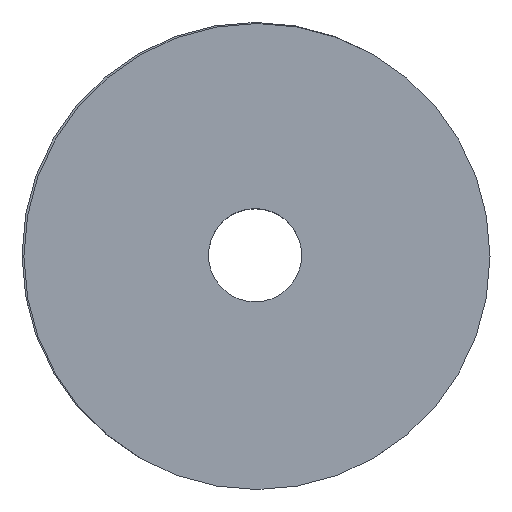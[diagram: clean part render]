
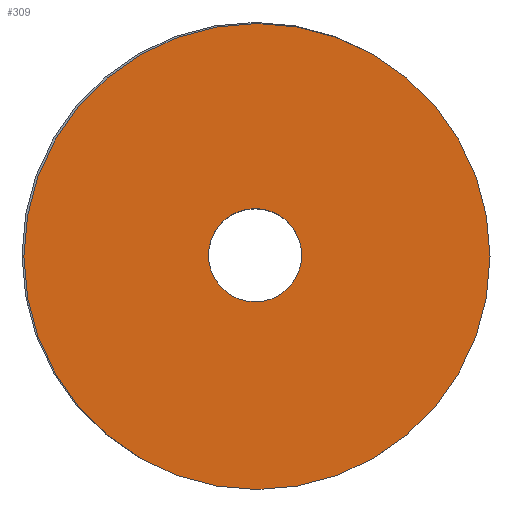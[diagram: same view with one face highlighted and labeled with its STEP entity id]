
A CAD part, top view. The second image highlights one B-rep face of the part: STEP entity #309.
In plain terms, the highlighted planar face has unit normal (0, 0, 1).
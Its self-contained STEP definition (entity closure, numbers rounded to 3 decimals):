
#141 = CYLINDRICAL_SURFACE('',#142,32.);
#142 = AXIS2_PLACEMENT_3D('',#143,#144,#145);
#143 = CARTESIAN_POINT('',(0.,0.,88.));
#144 = DIRECTION('',(0.,0.,1.));
#145 = DIRECTION('',(1.,0.,0.));
#196 = VERTEX_POINT('',#197);
#197 = CARTESIAN_POINT('',(32.,0.,88.));
#220 = EDGE_CURVE('',#196,#196,#221,.T.);
#221 = SURFACE_CURVE('',#222,(#227,#234),.PCURVE_S1.);
#222 = CIRCLE('',#223,32.);
#223 = AXIS2_PLACEMENT_3D('',#224,#225,#226);
#224 = CARTESIAN_POINT('',(0.,0.,88.));
#225 = DIRECTION('',(0.,0.,1.));
#226 = DIRECTION('',(1.,0.,0.));
#227 = PCURVE('',#141,#228);
#228 = DEFINITIONAL_REPRESENTATION('',(#229),#233);
#229 = LINE('',#230,#231);
#230 = CARTESIAN_POINT('',(0.,0.));
#231 = VECTOR('',#232,1.);
#232 = DIRECTION('',(1.,0.));
#233 = ( GEOMETRIC_REPRESENTATION_CONTEXT(2) 
PARAMETRIC_REPRESENTATION_CONTEXT() REPRESENTATION_CONTEXT('2D SPACE',''
  ) );
#234 = PCURVE('',#235,#240);
#235 = PLANE('',#236);
#236 = AXIS2_PLACEMENT_3D('',#237,#238,#239);
#237 = CARTESIAN_POINT('',(161.307,-0.871,88.));
#238 = DIRECTION('',(0.,0.,-1.));
#239 = DIRECTION('',(-1.,0.,0.));
#240 = DEFINITIONAL_REPRESENTATION('',(#241),#249);
#241 = ( BOUNDED_CURVE() B_SPLINE_CURVE(2,(#242,#243,#244,#245,#246,#247
,#248),.UNSPECIFIED.,.F.,.F.) B_SPLINE_CURVE_WITH_KNOTS((1,2,2,2,2,1),(
    -2.094,0.,2.094,4.189,6.283,
8.378),.UNSPECIFIED.) CURVE() GEOMETRIC_REPRESENTATION_ITEM() 
RATIONAL_B_SPLINE_CURVE((1.,0.5,1.,0.5,1.,0.5,1.)) REPRESENTATION_ITEM(
  '') );
#242 = CARTESIAN_POINT('',(129.307,0.871));
#243 = CARTESIAN_POINT('',(129.307,56.297));
#244 = CARTESIAN_POINT('',(177.307,28.584));
#245 = CARTESIAN_POINT('',(225.307,0.871));
#246 = CARTESIAN_POINT('',(177.307,-26.842));
#247 = CARTESIAN_POINT('',(129.307,-54.554));
#248 = CARTESIAN_POINT('',(129.307,0.871));
#249 = ( GEOMETRIC_REPRESENTATION_CONTEXT(2) 
PARAMETRIC_REPRESENTATION_CONTEXT() REPRESENTATION_CONTEXT('2D SPACE',''
  ) );
#309 = ADVANCED_FACE('',(#310,#345),#235,.F.);
#310 = FACE_BOUND('',#311,.F.);
#311 = EDGE_LOOP('',(#312));
#312 = ORIENTED_EDGE('',*,*,#313,.F.);
#313 = EDGE_CURVE('',#314,#314,#316,.T.);
#314 = VERTEX_POINT('',#315);
#315 = CARTESIAN_POINT('',(161.307,-0.871,88.));
#316 = SURFACE_CURVE('',#317,(#322,#333),.PCURVE_S1.);
#317 = CIRCLE('',#318,160.);
#318 = AXIS2_PLACEMENT_3D('',#319,#320,#321);
#319 = CARTESIAN_POINT('',(1.307,-0.871,88.));
#320 = DIRECTION('',(0.,0.,1.));
#321 = DIRECTION('',(1.,0.,0.));
#322 = PCURVE('',#235,#323);
#323 = DEFINITIONAL_REPRESENTATION('',(#324),#332);
#324 = ( BOUNDED_CURVE() B_SPLINE_CURVE(2,(#325,#326,#327,#328,#329,#330
,#331),.UNSPECIFIED.,.F.,.F.) B_SPLINE_CURVE_WITH_KNOTS((1,2,2,2,2,1),(
    -2.094,0.,2.094,4.189,6.283,
8.378),.UNSPECIFIED.) CURVE() GEOMETRIC_REPRESENTATION_ITEM() 
RATIONAL_B_SPLINE_CURVE((1.,0.5,1.,0.5,1.,0.5,1.)) REPRESENTATION_ITEM(
  '') );
#325 = CARTESIAN_POINT('',(0.,0.));
#326 = CARTESIAN_POINT('',(0.,277.128));
#327 = CARTESIAN_POINT('',(240.,138.564));
#328 = CARTESIAN_POINT('',(480.,0.));
#329 = CARTESIAN_POINT('',(240.,-138.564));
#330 = CARTESIAN_POINT('',(0.,-277.128));
#331 = CARTESIAN_POINT('',(0.,0.));
#332 = ( GEOMETRIC_REPRESENTATION_CONTEXT(2) 
PARAMETRIC_REPRESENTATION_CONTEXT() REPRESENTATION_CONTEXT('2D SPACE',''
  ) );
#333 = PCURVE('',#334,#339);
#334 = CYLINDRICAL_SURFACE('',#335,160.);
#335 = AXIS2_PLACEMENT_3D('',#336,#337,#338);
#336 = CARTESIAN_POINT('',(1.307,-0.871,85.));
#337 = DIRECTION('',(-0.,-0.,-1.));
#338 = DIRECTION('',(1.,0.,0.));
#339 = DEFINITIONAL_REPRESENTATION('',(#340),#344);
#340 = LINE('',#341,#342);
#341 = CARTESIAN_POINT('',(-0.,-3.));
#342 = VECTOR('',#343,1.);
#343 = DIRECTION('',(-1.,0.));
#344 = ( GEOMETRIC_REPRESENTATION_CONTEXT(2) 
PARAMETRIC_REPRESENTATION_CONTEXT() REPRESENTATION_CONTEXT('2D SPACE',''
  ) );
#345 = FACE_BOUND('',#346,.F.);
#346 = EDGE_LOOP('',(#347));
#347 = ORIENTED_EDGE('',*,*,#220,.T.);
